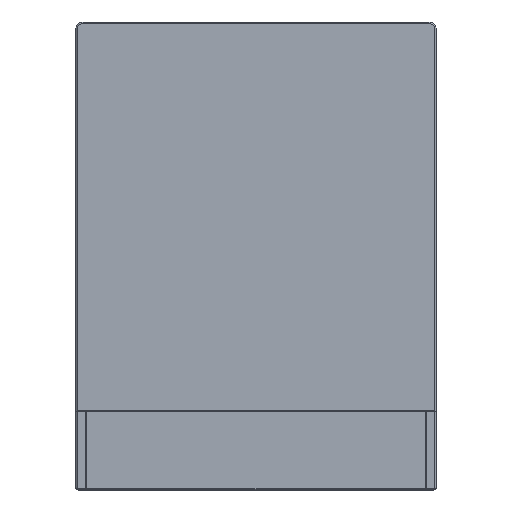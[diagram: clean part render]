
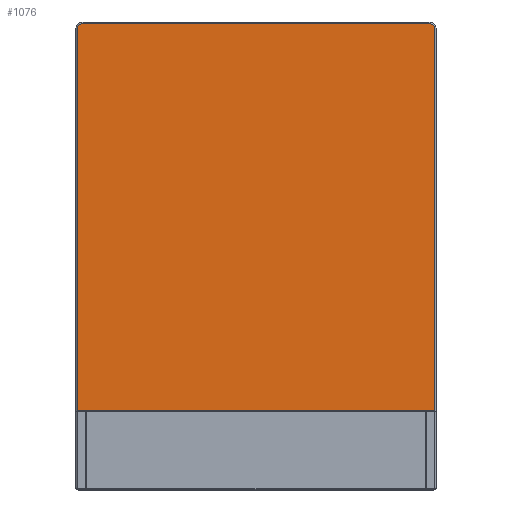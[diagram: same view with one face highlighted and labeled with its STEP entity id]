
A CAD part, top view. The second image highlights one B-rep face of the part: STEP entity #1076.
In plain terms, the highlighted planar face has unit normal (0, 0, 1).
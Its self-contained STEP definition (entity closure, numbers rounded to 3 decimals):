
#63=CIRCLE('',#1194,2.5);
#65=CIRCLE('',#1198,2.5);
#119=FACE_OUTER_BOUND('',#182,.T.);
#182=EDGE_LOOP('',(#883,#884,#885,#886,#887,#888));
#271=LINE('',#1723,#396);
#275=LINE('',#1735,#400);
#279=LINE('',#1747,#404);
#282=LINE('',#1752,#407);
#396=VECTOR('',#1415,10.);
#400=VECTOR('',#1427,10.);
#404=VECTOR('',#1439,10.);
#407=VECTOR('',#1444,10.);
#505=VERTEX_POINT('',#1720);
#506=VERTEX_POINT('',#1722);
#508=VERTEX_POINT('',#1728);
#510=VERTEX_POINT('',#1733);
#512=VERTEX_POINT('',#1740);
#514=VERTEX_POINT('',#1745);
#631=EDGE_CURVE('',#505,#506,#271,.T.);
#635=EDGE_CURVE('',#508,#505,#63,.T.);
#637=EDGE_CURVE('',#510,#508,#275,.T.);
#641=EDGE_CURVE('',#512,#510,#65,.T.);
#643=EDGE_CURVE('',#514,#512,#279,.T.);
#646=EDGE_CURVE('',#506,#514,#282,.T.);
#883=ORIENTED_EDGE('',*,*,#631,.F.);
#884=ORIENTED_EDGE('',*,*,#635,.F.);
#885=ORIENTED_EDGE('',*,*,#637,.F.);
#886=ORIENTED_EDGE('',*,*,#641,.F.);
#887=ORIENTED_EDGE('',*,*,#643,.F.);
#888=ORIENTED_EDGE('',*,*,#646,.F.);
#1017=PLANE('',#1200);
#1076=ADVANCED_FACE('',(#119),#1017,.T.);
#1194=AXIS2_PLACEMENT_3D('',#1730,#1422,#1423);
#1198=AXIS2_PLACEMENT_3D('',#1742,#1434,#1435);
#1200=AXIS2_PLACEMENT_3D('',#1751,#1442,#1443);
#1415=DIRECTION('',(0.,-1.,0.));
#1422=DIRECTION('center_axis',(0.,0.,-1.));
#1423=DIRECTION('ref_axis',(0.707,0.707,0.));
#1427=DIRECTION('',(1.,0.,0.));
#1434=DIRECTION('center_axis',(0.,0.,-1.));
#1435=DIRECTION('ref_axis',(-0.707,0.707,0.));
#1439=DIRECTION('',(0.,1.,0.));
#1442=DIRECTION('center_axis',(0.,0.,1.));
#1443=DIRECTION('ref_axis',(1.,0.,0.));
#1444=DIRECTION('',(-1.,0.,0.));
#1720=CARTESIAN_POINT('',(73.5,93.,5.));
#1722=CARTESIAN_POINT('',(73.5,-63.5,5.));
#1723=CARTESIAN_POINT('',(73.5,-24.,5.));
#1728=CARTESIAN_POINT('',(71.,95.5,5.));
#1730=CARTESIAN_POINT('Origin',(71.,93.,5.));
#1733=CARTESIAN_POINT('',(-71.,95.5,5.));
#1735=CARTESIAN_POINT('',(37.,95.5,5.));
#1740=CARTESIAN_POINT('',(-73.5,93.,5.));
#1742=CARTESIAN_POINT('Origin',(-71.,93.,5.));
#1745=CARTESIAN_POINT('',(-73.5,-63.5,5.));
#1747=CARTESIAN_POINT('',(-73.5,56.,5.));
#1751=CARTESIAN_POINT('Origin',(0.,16.,5.));
#1752=CARTESIAN_POINT('',(-37.,-63.5,5.));
